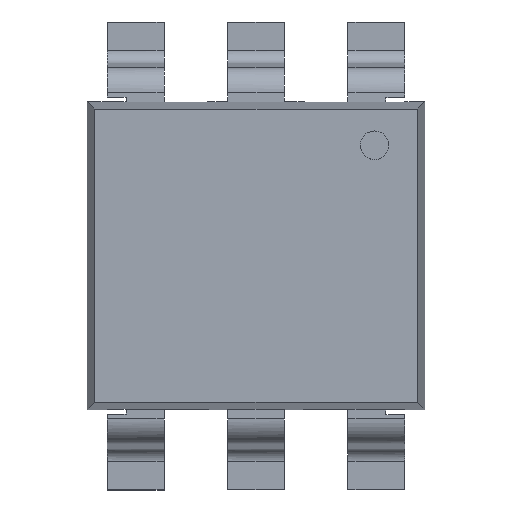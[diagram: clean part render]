
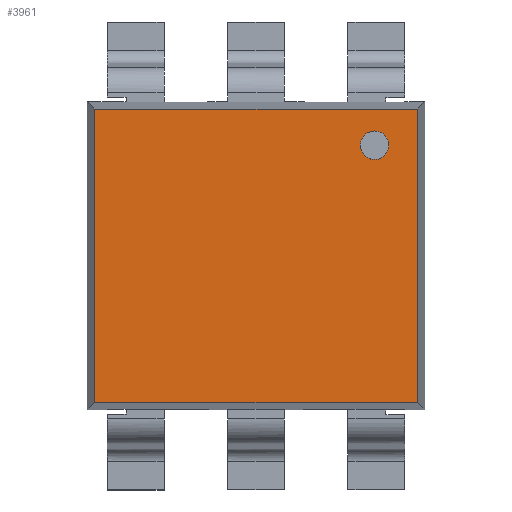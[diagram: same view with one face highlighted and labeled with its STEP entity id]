
A CAD part, top view. The second image highlights one B-rep face of the part: STEP entity #3961.
In plain terms, the highlighted planar face has unit normal (0, 0, 1).
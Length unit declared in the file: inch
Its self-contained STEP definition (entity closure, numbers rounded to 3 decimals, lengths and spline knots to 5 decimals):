
#131 = EDGE_LOOP ( 'NONE', ( #4007, #6293, #4286, #4720 ) ) ;
#213 = ORIENTED_EDGE ( 'NONE', *, *, #4545, .F. ) ;
#313 = DIRECTION ( 'NONE',  ( -1., 0., 0. ) ) ;
#451 = EDGE_CURVE ( 'NONE', #1679, #5769, #923, .T. ) ;
#456 = CARTESIAN_POINT ( 'NONE',  ( 0.08669, 0.09492, 0.1503 ) ) ;
#515 = CARTESIAN_POINT ( 'NONE',  ( 0.05, 0.12192, 0.1503 ) ) ;
#838 = VERTEX_POINT ( 'NONE', #3010 ) ;
#879 = EDGE_CURVE ( 'NONE', #904, #5952, #3679, .T. ) ;
#904 = VERTEX_POINT ( 'NONE', #1910 ) ;
#917 = LINE ( 'NONE', #5491, #4693 ) ;
#923 = LINE ( 'NONE', #515, #6049 ) ;
#941 = CARTESIAN_POINT ( 'NONE',  ( 0.10474, 0.1024, 0.1503 ) ) ;
#1020 = CARTESIAN_POINT ( 'NONE',  ( 0.13413, 0.12192, 0.1503 ) ) ;
#1269 = DIRECTION ( 'NONE',  ( 0., 0., -1. ) ) ;
#1279 = CARTESIAN_POINT ( 'NONE',  ( 0.09855, 0.07995, 0.1503 ) ) ;
#1430 = CARTESIAN_POINT ( 'NONE',  ( 0.09855, 0.10367, 0.1503 ) ) ;
#1679 = VERTEX_POINT ( 'NONE', #5947 ) ;
#1750 = PLANE ( 'NONE',  #4933 ) ;
#1774 = CARTESIAN_POINT ( 'NONE',  ( -0.13413, -0.12192, 0.1503 ) ) ;
#1781 = CARTESIAN_POINT ( 'NONE',  ( 0.10913, 0.08562, 0.1503 ) ) ;
#1862 = CARTESIAN_POINT ( 'NONE',  ( 0.09236, 0.08123, 0.1503 ) ) ;
#1910 = CARTESIAN_POINT ( 'NONE',  ( 0.09855, 0.10367, 0.1503 ) ) ;
#1998 = VECTOR ( 'NONE', #313, 39.37008 ) ;
#2267 = CARTESIAN_POINT ( 'NONE',  ( 0.11041, 0.09181, 0.1503 ) ) ;
#2358 = CARTESIAN_POINT ( 'NONE',  ( 0.09855, 0.07995, 0.1503 ) ) ;
#2398 = CARTESIAN_POINT ( 'NONE',  ( 0.11041, 0.09492, 0.1503 ) ) ;
#2410 = CARTESIAN_POINT ( 'NONE',  ( 0.09544, 0.10367, 0.1503 ) ) ;
#2488 = ORIENTED_EDGE ( 'NONE', *, *, #879, .F. ) ;
#2543 = ORIENTED_EDGE ( 'NONE', *, *, #4458, .F. ) ;
#2601 = FACE_BOUND ( 'NONE', #5441, .T. ) ;
#2811 = CARTESIAN_POINT ( 'NONE',  ( 0.08669, 0.08871, 0.1503 ) ) ;
#2960 = EDGE_CURVE ( 'NONE', #838, #1679, #3279, .T. ) ;
#2989 = DIRECTION ( 'NONE',  ( 1., 0., 0. ) ) ;
#3010 = CARTESIAN_POINT ( 'NONE',  ( -0.13413, -0.12192, 0.1503 ) ) ;
#3101 = EDGE_CURVE ( 'NONE', #3544, #904, #6158, .T. ) ;
#3217 = CARTESIAN_POINT ( 'NONE',  ( 0.11041, 0.09181, 0.1503 ) ) ;
#3279 = LINE ( 'NONE', #1774, #5937 ) ;
#3387 = CARTESIAN_POINT ( 'NONE',  ( 0.08797, 0.098, 0.1503 ) ) ;
#3436 = VERTEX_POINT ( 'NONE', #4013 ) ;
#3544 = VERTEX_POINT ( 'NONE', #3217 ) ;
#3679 = B_SPLINE_CURVE_WITH_KNOTS ( 'NONE', 3,
 ( #6399, #2410, #5376, #3387, #456, #3886 ),
 .UNSPECIFIED., .F., .F.,
 ( 4, 2, 4 ),
 ( 0., 0.25, 0.5 ),
 .UNSPECIFIED. ) ;
#3878 = CARTESIAN_POINT ( 'NONE',  ( 0.10913, 0.098, 0.1503 ) ) ;
#3886 = CARTESIAN_POINT ( 'NONE',  ( 0.08669, 0.09181, 0.1503 ) ) ;
#3961 = ADVANCED_FACE ( 'NONE', ( #2601, #6414 ), #1750, .F. ) ;
#4007 = ORIENTED_EDGE ( 'NONE', *, *, #4716, .F. ) ;
#4013 = CARTESIAN_POINT ( 'NONE',  ( 0.13413, -0.12192, 0.1503 ) ) ;
#4042 = VERTEX_POINT ( 'NONE', #4771 ) ;
#4127 = CARTESIAN_POINT ( 'NONE',  ( 0.08669, 0.09181, 0.1503 ) ) ;
#4233 = CARTESIAN_POINT ( 'NONE',  ( 0.05, 0., 0.1503 ) ) ;
#4240 = CARTESIAN_POINT ( 'NONE',  ( 0.10165, 0.07995, 0.1503 ) ) ;
#4286 = ORIENTED_EDGE ( 'NONE', *, *, #2960, .F. ) ;
#4381 = CARTESIAN_POINT ( 'NONE',  ( 0.10165, 0.10367, 0.1503 ) ) ;
#4458 = EDGE_CURVE ( 'NONE', #4042, #3544, #4732, .T. ) ;
#4545 = EDGE_CURVE ( 'NONE', #5952, #4042, #5242, .T. ) ;
#4693 = VECTOR ( 'NONE', #5995, 39.37008 ) ;
#4716 = EDGE_CURVE ( 'NONE', #5769, #3436, #917, .T. ) ;
#4720 = ORIENTED_EDGE ( 'NONE', *, *, #6054, .F. ) ;
#4726 = DIRECTION ( 'NONE',  ( -1., 0., 0. ) ) ;
#4732 = B_SPLINE_CURVE_WITH_KNOTS ( 'NONE', 3,
 ( #1279, #4240, #4734, #1781, #5244, #2267 ),
 .UNSPECIFIED., .F., .F.,
 ( 4, 2, 4 ),
 ( 0., 0.25, 0.5 ),
 .UNSPECIFIED. ) ;
#4734 = CARTESIAN_POINT ( 'NONE',  ( 0.10474, 0.08123, 0.1503 ) ) ;
#4771 = CARTESIAN_POINT ( 'NONE',  ( 0.09855, 0.07995, 0.1503 ) ) ;
#4822 = CARTESIAN_POINT ( 'NONE',  ( 0.08797, 0.08562, 0.1503 ) ) ;
#4933 = AXIS2_PLACEMENT_3D ( 'NONE', #4233, #1269, #4726 ) ;
#5232 = DIRECTION ( 'NONE',  ( 0., 1., 0. ) ) ;
#5242 = B_SPLINE_CURVE_WITH_KNOTS ( 'NONE', 3,
 ( #5805, #2811, #4822, #1862, #5331, #2358 ),
 .UNSPECIFIED., .F., .F.,
 ( 4, 2, 4 ),
 ( 0.5, 0.75, 1. ),
 .UNSPECIFIED. ) ;
#5244 = CARTESIAN_POINT ( 'NONE',  ( 0.11041, 0.08871, 0.1503 ) ) ;
#5331 = CARTESIAN_POINT ( 'NONE',  ( 0.09544, 0.07995, 0.1503 ) ) ;
#5376 = CARTESIAN_POINT ( 'NONE',  ( 0.09236, 0.1024, 0.1503 ) ) ;
#5441 = EDGE_LOOP ( 'NONE', ( #2543, #213, #2488, #6024 ) ) ;
#5491 = CARTESIAN_POINT ( 'NONE',  ( 0.13413, 0.12192, 0.1503 ) ) ;
#5769 = VERTEX_POINT ( 'NONE', #1020 ) ;
#5785 = LINE ( 'NONE', #6248, #1998 ) ;
#5805 = CARTESIAN_POINT ( 'NONE',  ( 0.08669, 0.09181, 0.1503 ) ) ;
#5937 = VECTOR ( 'NONE', #5232, 39.37008 ) ;
#5947 = CARTESIAN_POINT ( 'NONE',  ( -0.13413, 0.12192, 0.1503 ) ) ;
#5952 = VERTEX_POINT ( 'NONE', #4127 ) ;
#5995 = DIRECTION ( 'NONE',  ( 0., -1., 0. ) ) ;
#6024 = ORIENTED_EDGE ( 'NONE', *, *, #3101, .F. ) ;
#6049 = VECTOR ( 'NONE', #2989, 39.37008 ) ;
#6054 = EDGE_CURVE ( 'NONE', #3436, #838, #5785, .T. ) ;
#6158 = B_SPLINE_CURVE_WITH_KNOTS ( 'NONE', 3,
 ( #6342, #2398, #3878, #941, #4381, #1430 ),
 .UNSPECIFIED., .F., .F.,
 ( 4, 2, 4 ),
 ( 0.5, 0.75, 1. ),
 .UNSPECIFIED. ) ;
#6248 = CARTESIAN_POINT ( 'NONE',  ( 0.05, -0.12192, 0.1503 ) ) ;
#6293 = ORIENTED_EDGE ( 'NONE', *, *, #451, .F. ) ;
#6342 = CARTESIAN_POINT ( 'NONE',  ( 0.11041, 0.09181, 0.1503 ) ) ;
#6399 = CARTESIAN_POINT ( 'NONE',  ( 0.09855, 0.10367, 0.1503 ) ) ;
#6414 = FACE_OUTER_BOUND ( 'NONE', #131, .T. ) ;
